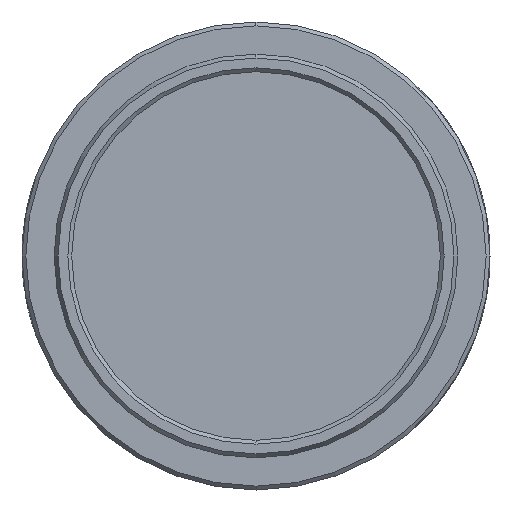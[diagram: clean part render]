
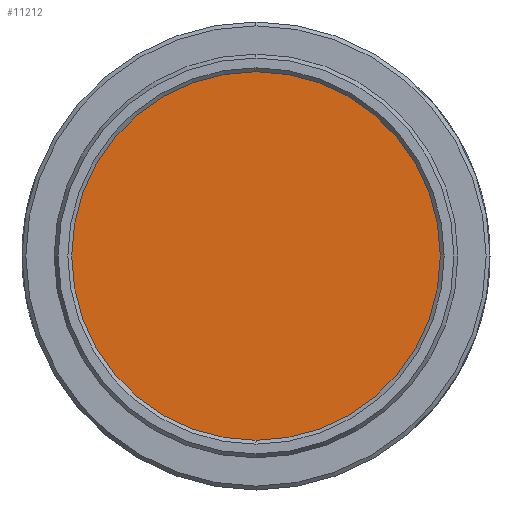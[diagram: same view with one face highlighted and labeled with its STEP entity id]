
A CAD part, left-side view. The second image highlights one B-rep face of the part: STEP entity #11212.
In plain terms, the highlighted planar face has unit normal (-1, 0, 0).
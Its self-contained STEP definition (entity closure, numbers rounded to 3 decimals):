
#387 = DIRECTION ( 'NONE',  ( 1., 0., 0. ) ) ;
#777 = AXIS2_PLACEMENT_3D ( 'NONE', #4158, #14158, #7521 ) ;
#1530 = AXIS2_PLACEMENT_3D ( 'NONE', #7498, #12885, #8412 ) ;
#1866 = CARTESIAN_POINT ( 'NONE',  ( 44.035, 0., 6.474 ) ) ;
#3261 = AXIS2_PLACEMENT_3D ( 'NONE', #3623, #387, #11489 ) ;
#3623 = CARTESIAN_POINT ( 'NONE',  ( 44.035, 0., 19.174 ) ) ;
#3951 = VERTEX_POINT ( 'NONE', #1866 ) ;
#4158 = CARTESIAN_POINT ( 'NONE',  ( 44.035, 0., 19.174 ) ) ;
#4271 = VERTEX_POINT ( 'NONE', #13256 ) ;
#5896 = ORIENTED_EDGE ( 'NONE', *, *, #9817, .F. ) ;
#6442 = EDGE_LOOP ( 'NONE', ( #5896, #7375 ) ) ;
#6757 = CIRCLE ( 'NONE', #777, 12.7 ) ;
#7168 = PLANE ( 'NONE',  #1530 ) ;
#7375 = ORIENTED_EDGE ( 'NONE', *, *, #8190, .F. ) ;
#7498 = CARTESIAN_POINT ( 'NONE',  ( 44.035, 0., 19.174 ) ) ;
#7521 = DIRECTION ( 'NONE',  ( 0., 0., -1. ) ) ;
#8190 = EDGE_CURVE ( 'NONE', #4271, #3951, #8498, .T. ) ;
#8412 = DIRECTION ( 'NONE',  ( 0., 0., -1. ) ) ;
#8498 = CIRCLE ( 'NONE', #3261, 12.7 ) ;
#9817 = EDGE_CURVE ( 'NONE', #3951, #4271, #6757, .T. ) ;
#11212 = ADVANCED_FACE ( 'NONE', ( #11606 ), #7168, .F. ) ;
#11489 = DIRECTION ( 'NONE',  ( 0., 0., -1. ) ) ;
#11606 = FACE_OUTER_BOUND ( 'NONE', #6442, .T. ) ;
#12885 = DIRECTION ( 'NONE',  ( 1., 0., 0. ) ) ;
#13256 = CARTESIAN_POINT ( 'NONE',  ( 44.035, 0., 31.874 ) ) ;
#14158 = DIRECTION ( 'NONE',  ( 1., 0., 0. ) ) ;
